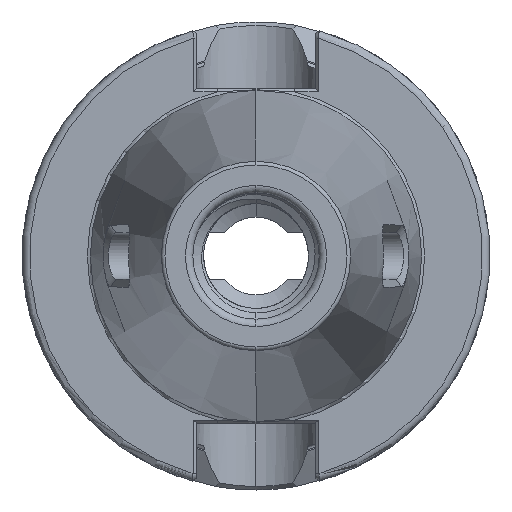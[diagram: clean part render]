
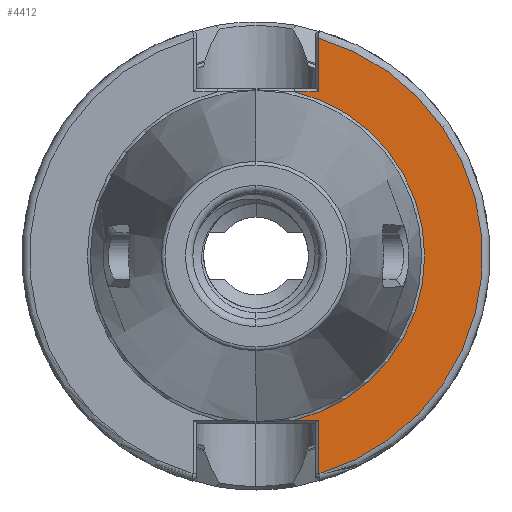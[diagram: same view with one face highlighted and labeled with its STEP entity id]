
A CAD part, left-side view. The second image highlights one B-rep face of the part: STEP entity #4412.
In plain terms, the highlighted planar face has unit normal (-1, 0, 0).
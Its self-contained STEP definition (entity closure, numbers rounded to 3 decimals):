
#1107 = CARTESIAN_POINT ( 'NONE',  ( 0., -5.175, 22.1 ) ) ;
#1112 = CARTESIAN_POINT ( 'NONE',  ( 0., -5.175, -22.1 ) ) ;
#1190 = CARTESIAN_POINT ( 'NONE',  ( 0., -8.479, -22.1 ) ) ;
#1191 = CARTESIAN_POINT ( 'NONE',  ( 0., -8.479, -29.298 ) ) ;
#1192 = CARTESIAN_POINT ( 'NONE',  ( 0., -8.395, 29.322 ) ) ;
#1193 = CARTESIAN_POINT ( 'NONE',  ( 0., -8.395, 22.1 ) ) ;
#1277 = CARTESIAN_POINT ( 'NONE',  ( 0., 0., 0. ) ) ;
#1278 = DIRECTION ( 'NONE',  ( 1., 0., 0. ) ) ;
#1279 = DIRECTION ( 'NONE',  ( 0., 0., -1. ) ) ;
#1957 = FACE_OUTER_BOUND ( 'NONE', #9042, .T. ) ;
#1961 = AXIS2_PLACEMENT_3D ( 'NONE', #6587, #6588, #6589 ) ;
#2024 = AXIS2_PLACEMENT_3D ( 'NONE', #1277, #1278, #1279 ) ;
#2573 = AXIS2_PLACEMENT_3D ( 'NONE', #6754, #6761, #6762 ) ;
#2575 = VECTOR ( 'NONE', #6757, 1000. ) ;
#2576 = VECTOR ( 'NONE', #6760, 1000. ) ;
#2577 = VECTOR ( 'NONE', #5637, 1000. ) ;
#2579 = VECTOR ( 'NONE', #5640, 1000. ) ;
#4300 = EDGE_CURVE ( 'NONE', #8222, #8227, #8509, .T. ) ;
#4412 = ADVANCED_FACE ( 'NONE', ( #1957 ), #6586, .T. ) ;
#5635 = LINE ( 'NONE', #5636, #2577 ) ;
#5636 = CARTESIAN_POINT ( 'NONE',  ( 0., -8.395, 0. ) ) ;
#5637 = DIRECTION ( 'NONE',  ( 0., 0., -1. ) ) ;
#5638 = LINE ( 'NONE', #5639, #2579 ) ;
#5639 = CARTESIAN_POINT ( 'NONE',  ( 0., 22.698, 22.1 ) ) ;
#5640 = DIRECTION ( 'NONE',  ( 0., 1., 0. ) ) ;
#5955 = ORIENTED_EDGE ( 'NONE', *, *, #4300, .T. ) ;
#5956 = ORIENTED_EDGE ( 'NONE', *, *, #6290, .T. ) ;
#5957 = ORIENTED_EDGE ( 'NONE', *, *, #6289, .T. ) ;
#5958 = ORIENTED_EDGE ( 'NONE', *, *, #6286, .T. ) ;
#5959 = ORIENTED_EDGE ( 'NONE', *, *, #6288, .F. ) ;
#5960 = ORIENTED_EDGE ( 'NONE', *, *, #6287, .T. ) ;
#6286 = EDGE_CURVE ( 'NONE', #8305, #8306, #6755, .T. ) ;
#6287 = EDGE_CURVE ( 'NONE', #8227, #8305, #6758, .T. ) ;
#6288 = EDGE_CURVE ( 'NONE', #8307, #8306, #8462, .T. ) ;
#6289 = EDGE_CURVE ( 'NONE', #8307, #8308, #5635, .T. ) ;
#6290 = EDGE_CURVE ( 'NONE', #8308, #8222, #5638, .T. ) ;
#6586 = PLANE ( 'NONE',  #1961 ) ;
#6587 = CARTESIAN_POINT ( 'NONE',  ( 0., 22.698, 0. ) ) ;
#6588 = DIRECTION ( 'NONE',  ( -1., 0., 0. ) ) ;
#6589 = DIRECTION ( 'NONE',  ( 0., 0., 1. ) ) ;
#6754 = CARTESIAN_POINT ( 'NONE',  ( 0., 0., 0. ) ) ;
#6755 = LINE ( 'NONE', #6756, #2575 ) ;
#6756 = CARTESIAN_POINT ( 'NONE',  ( 0., -8.479, -29.418 ) ) ;
#6757 = DIRECTION ( 'NONE',  ( 0., 0., -1. ) ) ;
#6758 = LINE ( 'NONE', #6759, #2576 ) ;
#6759 = CARTESIAN_POINT ( 'NONE',  ( 0., 2.106, -22.1 ) ) ;
#6760 = DIRECTION ( 'NONE',  ( 0., -1., 0. ) ) ;
#6761 = DIRECTION ( 'NONE',  ( 1., 0., 0. ) ) ;
#6762 = DIRECTION ( 'NONE',  ( 0., 0., -1. ) ) ;
#8222 = VERTEX_POINT ( 'NONE', #1107 ) ;
#8227 = VERTEX_POINT ( 'NONE', #1112 ) ;
#8305 = VERTEX_POINT ( 'NONE', #1190 ) ;
#8306 = VERTEX_POINT ( 'NONE', #1191 ) ;
#8307 = VERTEX_POINT ( 'NONE', #1192 ) ;
#8308 = VERTEX_POINT ( 'NONE', #1193 ) ;
#8462 = CIRCLE ( 'NONE', #2573, 30.5 ) ;
#8509 = CIRCLE ( 'NONE', #2024, 22.698 ) ;
#9042 = EDGE_LOOP ( 'NONE', ( #5960, #5958, #5959, #5957, #5956, #5955 ) ) ;
